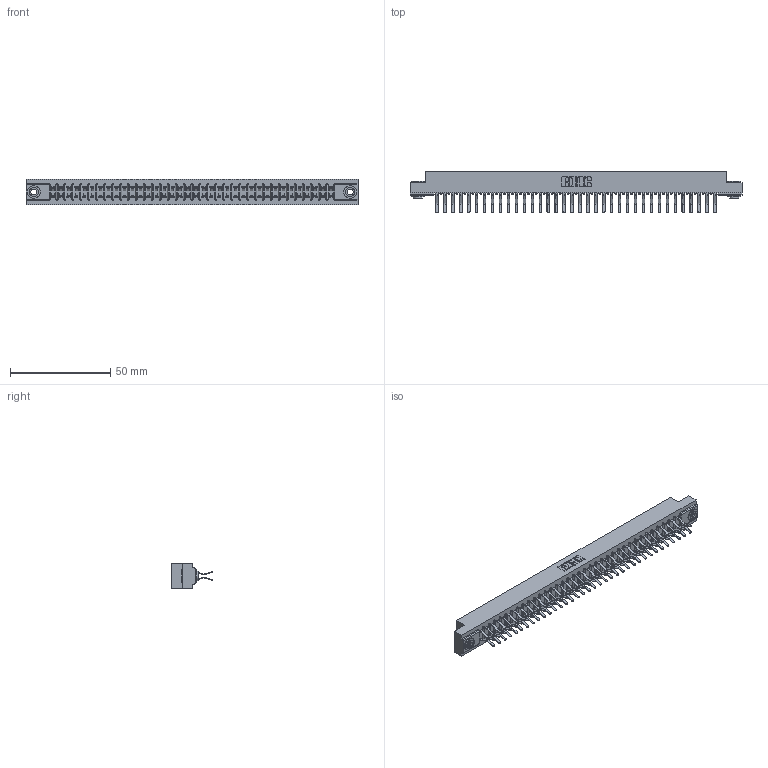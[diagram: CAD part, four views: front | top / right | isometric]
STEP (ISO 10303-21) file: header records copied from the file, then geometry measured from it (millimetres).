
FILE_DESCRIPTION (( 'STEP AP203' ), '1' );
FILE_NAME ('357-072-460-203.STEP', '2020-10-04T18:43:11', ( '' ), ( '' ), 'SwSTEP 2.0', 'SolidWorks 2020', '' );
FILE_SCHEMA (( 'CONFIG_CONTROL_DESIGN' ));
Length unit declared in the file: inch
Products named in the file (4): 345-250-002_345-250-002-102; 357-072-460-203; 307 Part_.156 Dia Mounting Holes; 307-290-001_560
Assembly tree (75 placements, depth 2):
  357-072-460-203
    307 Part_.156 Dia Mounting Holes
    307-290-001_560  x72
    345-250-002_345-250-002-102  x2
Bounding box: 165.66 x 20.73 x 12.7 mm (x, y, z)
Volume: 17664.4 mm3; surface area: 22225.9 mm2
Topology: 75 solids, 75 shells, 3807 faces, 10659 edges, 6906 vertices
Faces by surface type: plane 2470, cylinder 1255, sphere 74, cone 8
Entity records: 33923 total; most frequent: CARTESIAN_POINT 5533, ORIENTED_EDGE 5474, DIRECTION 5437, EDGE_CURVE 2737, VECTOR 2089, LINE 2089, VERTEX_POINT 1770, AXIS2_PLACEMENT_3D 1674
